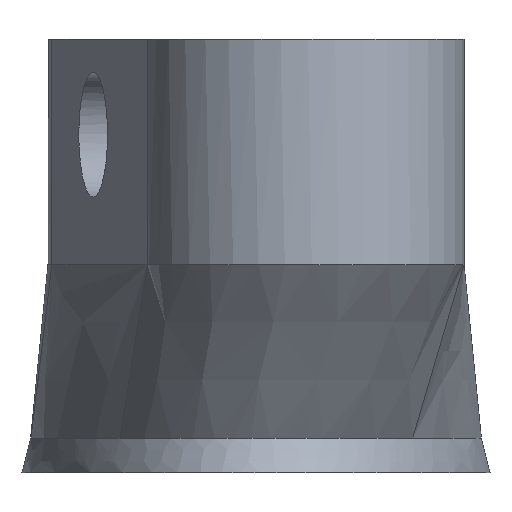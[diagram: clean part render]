
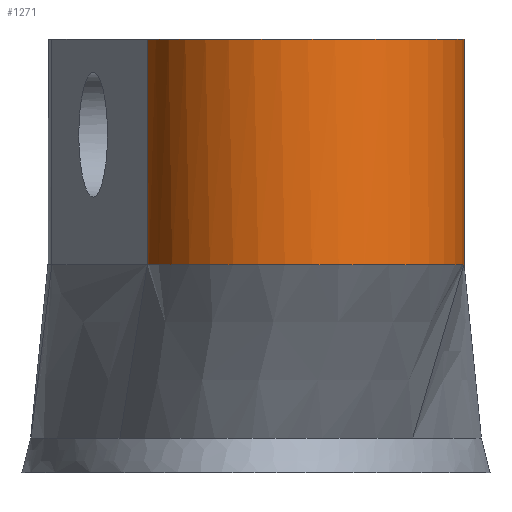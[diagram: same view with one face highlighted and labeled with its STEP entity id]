
A CAD part, left-side view. The second image highlights one B-rep face of the part: STEP entity #1271.
In plain terms, the highlighted cylindrical face has radius 9.25 mm (diameter 18.5 mm), a partial arc.
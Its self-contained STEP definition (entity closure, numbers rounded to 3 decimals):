
#25=CYLINDRICAL_SURFACE('',#1390,9.25);
#32=CIRCLE('',#1318,9.25);
#33=CIRCLE('',#1319,9.25);
#60=CIRCLE('',#1382,9.25);
#221=FACE_OUTER_BOUND('',#313,.T.);
#313=EDGE_LOOP('',(#1126,#1127,#1128,#1129,#1130));
#411=LINE('',#3596,#504);
#412=LINE('',#3597,#505);
#504=VECTOR('',#1708,13.);
#505=VECTOR('',#1709,13.);
#568=VERTEX_POINT('',#2903);
#570=VERTEX_POINT('',#3086);
#571=VERTEX_POINT('',#3129);
#634=VERTEX_POINT('',#3576);
#639=VERTEX_POINT('',#3585);
#707=EDGE_CURVE('',#570,#571,#32,.T.);
#708=EDGE_CURVE('',#571,#568,#33,.T.);
#807=EDGE_CURVE('',#639,#634,#60,.T.);
#812=EDGE_CURVE('',#568,#634,#411,.T.);
#813=EDGE_CURVE('',#570,#639,#412,.T.);
#1126=ORIENTED_EDGE('',*,*,#707,.T.);
#1127=ORIENTED_EDGE('',*,*,#708,.T.);
#1128=ORIENTED_EDGE('',*,*,#812,.T.);
#1129=ORIENTED_EDGE('',*,*,#807,.F.);
#1130=ORIENTED_EDGE('',*,*,#813,.F.);
#1271=ADVANCED_FACE('',(#221),#25,.T.);
#1318=AXIS2_PLACEMENT_3D('',#3130,#1494,#1495);
#1319=AXIS2_PLACEMENT_3D('',#3131,#1496,#1497);
#1382=AXIS2_PLACEMENT_3D('',#3587,#1690,#1691);
#1390=AXIS2_PLACEMENT_3D('',#3595,#1706,#1707);
#1494=DIRECTION('center_axis',(0.,0.,1.));
#1495=DIRECTION('ref_axis',(-0.223,0.975,0.));
#1496=DIRECTION('center_axis',(0.,0.,1.));
#1497=DIRECTION('ref_axis',(-0.223,0.975,0.));
#1690=DIRECTION('center_axis',(0.,0.,1.));
#1691=DIRECTION('ref_axis',(-0.223,0.975,0.));
#1706=DIRECTION('center_axis',(0.,0.,1.));
#1707=DIRECTION('ref_axis',(-0.223,0.975,0.));
#1708=DIRECTION('',(0.,0.,1.));
#1709=DIRECTION('',(0.,0.,1.));
#2903=CARTESIAN_POINT('',(-24.,-9.25,0.));
#3086=CARTESIAN_POINT('',(-26.064,9.017,0.));
#3129=CARTESIAN_POINT('',(-26.468,8.915,0.));
#3130=CARTESIAN_POINT('Origin',(-24.,0.,0.));
#3131=CARTESIAN_POINT('Origin',(-24.,0.,0.));
#3576=CARTESIAN_POINT('',(-24.,-9.25,13.));
#3585=CARTESIAN_POINT('',(-26.064,9.017,13.));
#3587=CARTESIAN_POINT('Origin',(-24.,0.,13.));
#3595=CARTESIAN_POINT('Origin',(-24.,0.,0.));
#3596=CARTESIAN_POINT('',(-24.,-9.25,0.));
#3597=CARTESIAN_POINT('',(-26.064,9.017,0.));
